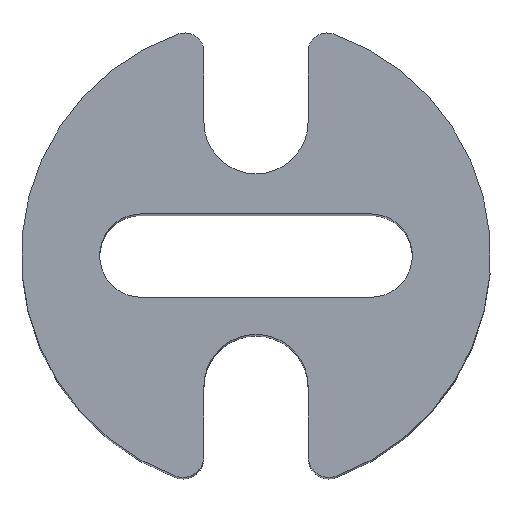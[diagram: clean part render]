
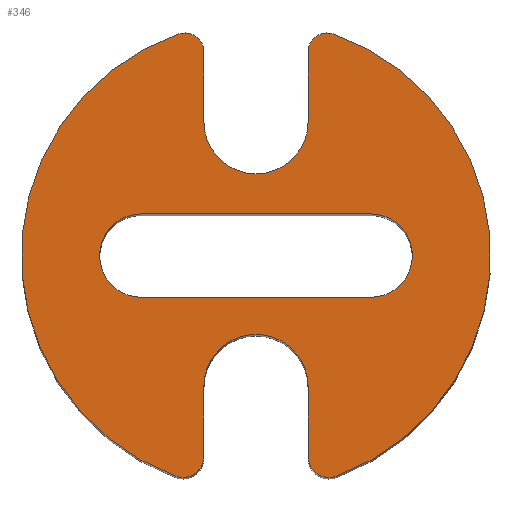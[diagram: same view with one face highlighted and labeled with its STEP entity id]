
A CAD part, top view. The second image highlights one B-rep face of the part: STEP entity #346.
In plain terms, the highlighted planar face has unit normal (0, 0, 1).
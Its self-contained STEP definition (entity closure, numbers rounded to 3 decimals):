
#26=PLANE('',#397);
#32=LINE('',#520,#60);
#38=LINE('',#544,#66);
#42=LINE('',#556,#70);
#48=LINE('',#581,#76);
#53=LINE('',#595,#81);
#55=LINE('',#601,#83);
#60=VECTOR('',#413,1000.);
#66=VECTOR('',#439,1000.);
#70=VECTOR('',#451,1000.);
#76=VECTOR('',#477,1000.);
#81=VECTOR('',#490,1000.);
#83=VECTOR('',#500,1000.);
#148=ORIENTED_EDGE('',*,*,#216,.T.);
#149=ORIENTED_EDGE('',*,*,#220,.T.);
#150=ORIENTED_EDGE('',*,*,#223,.T.);
#151=ORIENTED_EDGE('',*,*,#225,.T.);
#152=ORIENTED_EDGE('',*,*,#182,.T.);
#153=ORIENTED_EDGE('',*,*,#186,.T.);
#154=ORIENTED_EDGE('',*,*,#189,.T.);
#155=ORIENTED_EDGE('',*,*,#192,.T.);
#156=ORIENTED_EDGE('',*,*,#195,.T.);
#157=ORIENTED_EDGE('',*,*,#198,.T.);
#158=ORIENTED_EDGE('',*,*,#201,.T.);
#159=ORIENTED_EDGE('',*,*,#204,.T.);
#160=ORIENTED_EDGE('',*,*,#207,.T.);
#161=ORIENTED_EDGE('',*,*,#210,.T.);
#162=ORIENTED_EDGE('',*,*,#213,.T.);
#163=ORIENTED_EDGE('',*,*,#227,.T.);
#182=EDGE_CURVE('',#231,#230,#261,.T.);
#186=EDGE_CURVE('',#230,#233,#32,.T.);
#189=EDGE_CURVE('',#233,#235,#263,.T.);
#192=EDGE_CURVE('',#235,#237,#265,.T.);
#195=EDGE_CURVE('',#237,#239,#267,.T.);
#198=EDGE_CURVE('',#239,#241,#38,.T.);
#201=EDGE_CURVE('',#241,#243,#269,.T.);
#204=EDGE_CURVE('',#243,#245,#42,.T.);
#207=EDGE_CURVE('',#245,#247,#271,.T.);
#210=EDGE_CURVE('',#247,#249,#273,.T.);
#213=EDGE_CURVE('',#249,#251,#275,.T.);
#216=EDGE_CURVE('',#255,#254,#48,.T.);
#220=EDGE_CURVE('',#254,#257,#277,.T.);
#223=EDGE_CURVE('',#257,#259,#53,.T.);
#225=EDGE_CURVE('',#259,#255,#279,.T.);
#227=EDGE_CURVE('',#251,#231,#55,.T.);
#230=VERTEX_POINT('',#511);
#231=VERTEX_POINT('',#513);
#233=VERTEX_POINT('',#519);
#235=VERTEX_POINT('',#525);
#237=VERTEX_POINT('',#531);
#239=VERTEX_POINT('',#537);
#241=VERTEX_POINT('',#543);
#243=VERTEX_POINT('',#549);
#245=VERTEX_POINT('',#555);
#247=VERTEX_POINT('',#561);
#249=VERTEX_POINT('',#567);
#251=VERTEX_POINT('',#573);
#254=VERTEX_POINT('',#580);
#255=VERTEX_POINT('',#582);
#257=VERTEX_POINT('',#588);
#259=VERTEX_POINT('',#594);
#261=CIRCLE('',#363,0.5);
#263=CIRCLE('',#367,0.18);
#265=CIRCLE('',#370,2.25);
#267=CIRCLE('',#373,0.2);
#269=CIRCLE('',#377,0.5);
#271=CIRCLE('',#381,0.2);
#273=CIRCLE('',#384,2.25);
#275=CIRCLE('',#387,0.18);
#277=CIRCLE('',#391,0.4);
#279=CIRCLE('',#395,0.4);
#296=EDGE_LOOP('',(#148,#149,#150,#151));
#297=EDGE_LOOP('',(#152,#153,#154,#155,#156,#157,#158,#159,#160,#161,#162,
#163));
#316=FACE_BOUND('',#296,.T.);
#317=FACE_BOUND('',#297,.T.);
#346=ADVANCED_FACE('',(#316,#317),#26,.F.);
#363=AXIS2_PLACEMENT_3D('',#512,#406,#407);
#367=AXIS2_PLACEMENT_3D('',#526,#419,#420);
#370=AXIS2_PLACEMENT_3D('',#532,#426,#427);
#373=AXIS2_PLACEMENT_3D('',#538,#433,#434);
#377=AXIS2_PLACEMENT_3D('',#550,#445,#446);
#381=AXIS2_PLACEMENT_3D('',#562,#457,#458);
#384=AXIS2_PLACEMENT_3D('',#568,#464,#465);
#387=AXIS2_PLACEMENT_3D('',#574,#471,#472);
#391=AXIS2_PLACEMENT_3D('',#589,#484,#485);
#395=AXIS2_PLACEMENT_3D('',#598,#495,#496);
#397=AXIS2_PLACEMENT_3D('',#602,#501,#502);
#406=DIRECTION('',(0.,0.,-1.));
#407=DIRECTION('',(1.,0.,0.));
#413=DIRECTION('',(0.,1.,0.));
#419=DIRECTION('',(0.,0.,1.));
#420=DIRECTION('',(1.,0.,0.));
#426=DIRECTION('',(0.,0.,1.));
#427=DIRECTION('',(1.,0.,0.));
#433=DIRECTION('',(0.,0.,1.));
#434=DIRECTION('',(-1.,0.,0.));
#439=DIRECTION('',(0.,1.,0.));
#445=DIRECTION('',(0.,0.,-1.));
#446=DIRECTION('',(-1.,0.,0.));
#451=DIRECTION('',(0.,-1.,0.));
#457=DIRECTION('',(0.,0.,1.));
#458=DIRECTION('',(1.,0.,0.));
#464=DIRECTION('',(0.,0.,1.));
#465=DIRECTION('',(-1.,0.,0.));
#471=DIRECTION('',(0.,0.,1.));
#472=DIRECTION('',(1.,0.,0.));
#477=DIRECTION('',(-1.,0.,0.));
#484=DIRECTION('',(0.,0.,-1.));
#485=DIRECTION('',(1.,0.,0.));
#490=DIRECTION('',(1.,0.,0.));
#495=DIRECTION('',(0.,0.,-1.));
#496=DIRECTION('',(-1.,0.,0.));
#500=DIRECTION('',(0.,-1.,0.));
#501=DIRECTION('',(0.,0.,-1.));
#502=DIRECTION('',(-1.,0.,0.));
#511=CARTESIAN_POINT('',(-0.5,1.284,4.5));
#512=CARTESIAN_POINT('',(0.,1.284,4.5));
#513=CARTESIAN_POINT('',(0.5,1.284,4.5));
#519=CARTESIAN_POINT('',(-0.5,1.956,4.5));
#520=CARTESIAN_POINT('',(-0.5,1.284,4.5));
#525=CARTESIAN_POINT('',(-0.739,2.125,4.5));
#526=CARTESIAN_POINT('',(-0.68,1.956,4.5));
#531=CARTESIAN_POINT('',(-0.768,-2.115,4.5));
#532=CARTESIAN_POINT('',(0.,0.,4.5));
#537=CARTESIAN_POINT('',(-0.5,-1.927,4.5));
#538=CARTESIAN_POINT('',(-0.7,-1.927,4.5));
#543=CARTESIAN_POINT('',(-0.5,-1.256,4.5));
#544=CARTESIAN_POINT('',(-0.5,-1.256,4.5));
#549=CARTESIAN_POINT('',(0.5,-1.256,4.5));
#550=CARTESIAN_POINT('',(0.,-1.256,4.5));
#555=CARTESIAN_POINT('',(0.5,-1.927,4.5));
#556=CARTESIAN_POINT('',(0.5,-1.256,4.5));
#561=CARTESIAN_POINT('',(0.768,-2.115,4.5));
#562=CARTESIAN_POINT('',(0.7,-1.927,4.5));
#567=CARTESIAN_POINT('',(0.739,2.125,4.5));
#568=CARTESIAN_POINT('',(0.,0.,4.5));
#573=CARTESIAN_POINT('',(0.5,1.956,4.5));
#574=CARTESIAN_POINT('',(0.68,1.956,4.5));
#580=CARTESIAN_POINT('',(-1.1,-0.4,4.5));
#581=CARTESIAN_POINT('',(1.1,-0.4,4.5));
#582=CARTESIAN_POINT('',(1.1,-0.4,4.5));
#588=CARTESIAN_POINT('',(-1.1,0.4,4.5));
#589=CARTESIAN_POINT('',(-1.1,0.,4.5));
#594=CARTESIAN_POINT('',(1.1,0.4,4.5));
#595=CARTESIAN_POINT('',(-1.1,0.4,4.5));
#598=CARTESIAN_POINT('',(1.1,0.,4.5));
#601=CARTESIAN_POINT('',(0.5,1.284,4.5));
#602=CARTESIAN_POINT('',(0.,1.284,4.5));
